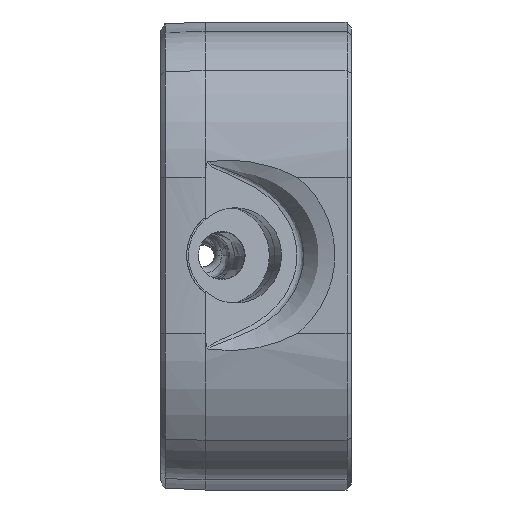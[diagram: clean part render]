
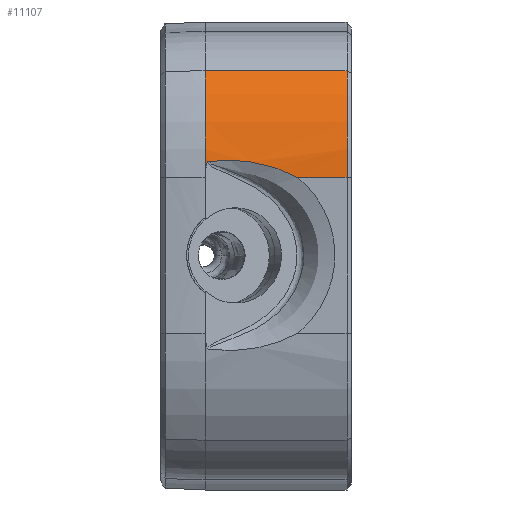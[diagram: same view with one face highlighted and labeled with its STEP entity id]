
A CAD part, top view. The second image highlights one B-rep face of the part: STEP entity #11107.
In plain terms, the highlighted cylindrical face has radius 17 mm (diameter 34 mm), a partial arc.
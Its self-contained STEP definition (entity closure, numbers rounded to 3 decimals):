
#522=CYLINDRICAL_SURFACE('',#11825,17.);
#684=ELLIPSE('',#11824,65.683,17.);
#752=CIRCLE('',#11826,17.);
#753=CIRCLE('',#11827,17.);
#1299=FACE_OUTER_BOUND('',#1958,.T.);
#1958=EDGE_LOOP('',(#7601,#7602,#7603,#7604,#7605,#7606,#7607));
#2640=B_SPLINE_CURVE_WITH_KNOTS('',3,(#17451,#17452,#17453,#17454,#17455,
#17456,#17457,#17458,#17459,#17460,#17461,#17462,#17463,#17464,#17465,#17466,
#17467,#17468,#17469),.UNSPECIFIED.,.F.,.F.,(4,3,3,3,3,3,4),(0.,0.003,
0.006,0.008,0.01,0.014,
0.016),.UNSPECIFIED.);
#2645=B_SPLINE_CURVE_WITH_KNOTS('',3,(#18348,#18349,#18350,#18351,#18352,
#18353,#18354,#18355,#18356,#18357,#18358,#18359,#18360,#18361),
 .UNSPECIFIED.,.F.,.F.,(4,2,2,2,2,2,4),(-0.004,0.,0.286,
0.458,0.579,0.702,0.819),
 .UNSPECIFIED.);
#3029=LINE('',#18364,#3798);
#3030=LINE('',#18368,#3799);
#3798=VECTOR('',#13059,1000.);
#3799=VECTOR('',#13062,1000.);
#4621=VERTEX_POINT('',#16666);
#4622=VERTEX_POINT('',#16797);
#4623=VERTEX_POINT('',#17450);
#4626=VERTEX_POINT('',#18275);
#4627=VERTEX_POINT('',#18363);
#4628=VERTEX_POINT('',#18365);
#4629=VERTEX_POINT('',#18367);
#5762=EDGE_CURVE('',#4621,#4622,#684,.T.);
#5764=EDGE_CURVE('',#4623,#4621,#2640,.T.);
#5769=EDGE_CURVE('',#4626,#4623,#2645,.T.);
#5770=EDGE_CURVE('',#4626,#4627,#3029,.T.);
#5771=EDGE_CURVE('',#4627,#4628,#752,.T.);
#5772=EDGE_CURVE('',#4629,#4628,#3030,.T.);
#5773=EDGE_CURVE('',#4629,#4622,#753,.T.);
#7601=ORIENTED_EDGE('',*,*,#5764,.F.);
#7602=ORIENTED_EDGE('',*,*,#5769,.F.);
#7603=ORIENTED_EDGE('',*,*,#5770,.T.);
#7604=ORIENTED_EDGE('',*,*,#5771,.T.);
#7605=ORIENTED_EDGE('',*,*,#5772,.F.);
#7606=ORIENTED_EDGE('',*,*,#5773,.T.);
#7607=ORIENTED_EDGE('',*,*,#5762,.F.);
#11107=ADVANCED_FACE('',(#1299),#522,.T.);
#11824=AXIS2_PLACEMENT_3D('',#16798,#13054,#13055);
#11825=AXIS2_PLACEMENT_3D('',#18362,#13057,#13058);
#11826=AXIS2_PLACEMENT_3D('',#18366,#13060,#13061);
#11827=AXIS2_PLACEMENT_3D('',#18369,#13063,#13064);
#13054=DIRECTION('center_axis',(0.259,0.,
0.966));
#13055=DIRECTION('ref_axis',(-0.966,0.,0.259));
#13057=DIRECTION('center_axis',(1.,0.,0.));
#13058=DIRECTION('ref_axis',(0.,1.,0.));
#13059=DIRECTION('',(1.,0.,0.));
#13060=DIRECTION('center_axis',(-1.,0.,0.));
#13061=DIRECTION('ref_axis',(0.,0.,
1.));
#13062=DIRECTION('',(1.,0.,0.));
#13063=DIRECTION('center_axis',(1.,0.,0.));
#13064=DIRECTION('ref_axis',(0.,-1.,0.));
#16666=CARTESIAN_POINT('',(0.371,8.283,74.598));
#16797=CARTESIAN_POINT('',(0.178,6.958,74.65));
#16798=CARTESIAN_POINT('Origin',(63.623,6.958,57.65));
#17450=CARTESIAN_POINT('',(0.483,8.378,74.59));
#17451=CARTESIAN_POINT('Ctrl Pts',(0.483,8.378,74.59));
#17452=CARTESIAN_POINT('Ctrl Pts',(0.472,8.376,74.59));
#17453=CARTESIAN_POINT('Ctrl Pts',(0.462,8.374,74.591));
#17454=CARTESIAN_POINT('Ctrl Pts',(0.452,8.371,74.591));
#17455=CARTESIAN_POINT('Ctrl Pts',(0.444,8.368,74.591));
#17456=CARTESIAN_POINT('Ctrl Pts',(0.436,8.365,74.591));
#17457=CARTESIAN_POINT('Ctrl Pts',(0.428,8.36,74.592));
#17458=CARTESIAN_POINT('Ctrl Pts',(0.422,8.357,74.592));
#17459=CARTESIAN_POINT('Ctrl Pts',(0.416,8.353,74.592));
#17460=CARTESIAN_POINT('Ctrl Pts',(0.411,8.348,74.593));
#17461=CARTESIAN_POINT('Ctrl Pts',(0.405,8.343,74.593));
#17462=CARTESIAN_POINT('Ctrl Pts',(0.399,8.337,74.594));
#17463=CARTESIAN_POINT('Ctrl Pts',(0.394,8.33,74.594));
#17464=CARTESIAN_POINT('Ctrl Pts',(0.387,8.321,74.595));
#17465=CARTESIAN_POINT('Ctrl Pts',(0.382,8.312,74.596));
#17466=CARTESIAN_POINT('Ctrl Pts',(0.378,8.303,74.596));
#17467=CARTESIAN_POINT('Ctrl Pts',(0.375,8.296,74.597));
#17468=CARTESIAN_POINT('Ctrl Pts',(0.373,8.29,74.597));
#17469=CARTESIAN_POINT('Ctrl Pts',(0.371,8.283,74.598));
#18275=CARTESIAN_POINT('',(8.445,6.958,74.65));
#18348=CARTESIAN_POINT('Ctrl Pts',(8.445,6.958,74.65));
#18349=CARTESIAN_POINT('Ctrl Pts',(8.434,6.964,74.65));
#18350=CARTESIAN_POINT('Ctrl Pts',(8.423,6.97,74.65));
#18351=CARTESIAN_POINT('Ctrl Pts',(7.571,7.422,74.649));
#18352=CARTESIAN_POINT('Ctrl Pts',(6.683,7.776,74.632));
#18353=CARTESIAN_POINT('Ctrl Pts',(5.211,8.184,74.606));
#18354=CARTESIAN_POINT('Ctrl Pts',(4.649,8.3,74.597));
#18355=CARTESIAN_POINT('Ctrl Pts',(3.681,8.435,74.585));
#18356=CARTESIAN_POINT('Ctrl Pts',(3.277,8.472,74.582));
#18357=CARTESIAN_POINT('Ctrl Pts',(2.461,8.509,74.579));
#18358=CARTESIAN_POINT('Ctrl Pts',(2.051,8.508,74.579));
#18359=CARTESIAN_POINT('Ctrl Pts',(1.253,8.468,74.582));
#18360=CARTESIAN_POINT('Ctrl Pts',(0.867,8.432,74.586));
#18361=CARTESIAN_POINT('Ctrl Pts',(0.483,8.378,74.59));
#18362=CARTESIAN_POINT('Origin',(-20.04,6.958,57.65));
#18363=CARTESIAN_POINT('',(12.85,6.958,74.65));
#18364=CARTESIAN_POINT('',(-20.04,6.958,74.65));
#18365=CARTESIAN_POINT('',(12.85,16.481,71.732));
#18366=CARTESIAN_POINT('Origin',(12.85,6.958,57.65));
#18367=CARTESIAN_POINT('',(0.178,16.481,71.732));
#18368=CARTESIAN_POINT('',(-20.04,16.481,71.732));
#18369=CARTESIAN_POINT('Origin',(0.178,6.958,57.65));
